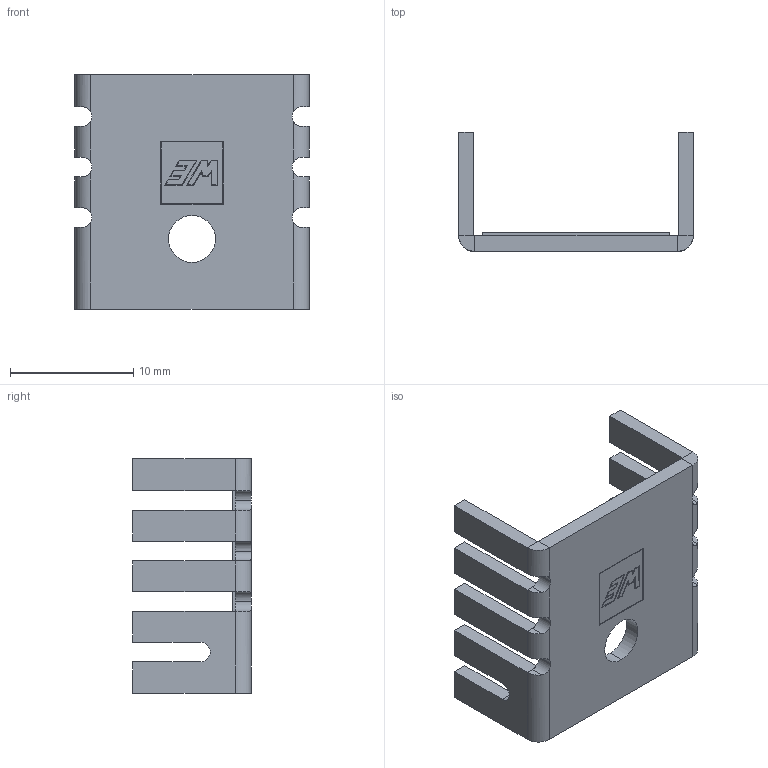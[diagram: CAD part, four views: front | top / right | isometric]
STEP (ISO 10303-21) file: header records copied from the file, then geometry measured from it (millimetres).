
FILE_DESCRIPTION(/* description */ ('Unknown'),/* implementation_level */ '2;1');
FILE_NAME(/* name */ '40902101191909',/* time_stamp */ '2025-12-02T17:14:27+01:00',/* author */ ('Unknown'),/* organization */ ('Unknown'),/* preprocessor_version */ 'ST-DEVELOPER v19.4',/* originating_system */ 'Solid Edge',/* authorisation */ 'Unknown');
FILE_SCHEMA (('AUTOMOTIVE_DESIGN {1 0 10303 214 3 1 1}'));
Length unit declared in the file: millimetre
Products named in the file (3): 40902101191909; 40902100191909; 40412472
Assembly tree (2 placements, depth 2):
  40902101191909
    40902100191909
    40412472
Bounding box: 19.05 x 9.65 x 19.05 mm (x, y, z)
Volume: 757.6 mm3; surface area: 1952.5 mm2
Topology: 2 solids, 2 shells, 162 faces, 420 edges, 268 vertices
Faces by surface type: plane 136, cylinder 26
Full cylindrical faces by diameter (mm): 4.81 x1
Entity records: 6079 total; most frequent: CARTESIAN_POINT 912, ORIENTED_EDGE 838, DIRECTION 786, EDGE_CURVE 419, LINE 352, VECTOR 352, VERTEX_POINT 268, AXIS2_PLACEMENT_3D 217
